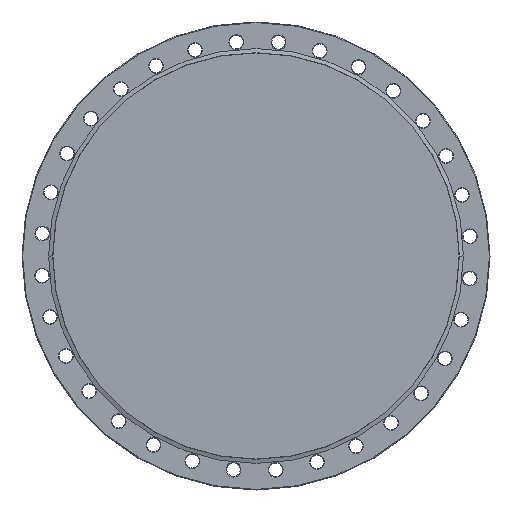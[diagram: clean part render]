
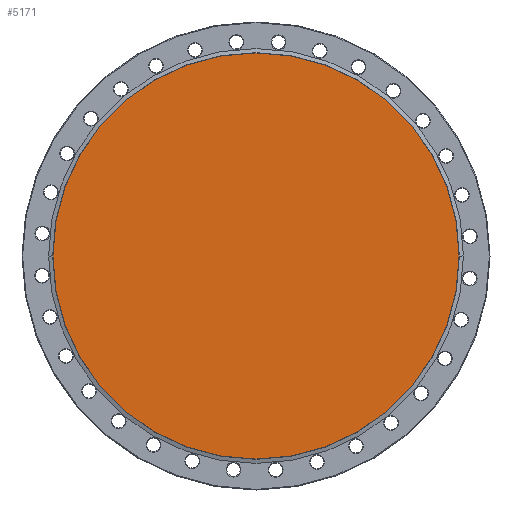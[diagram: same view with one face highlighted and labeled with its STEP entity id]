
A CAD part, front view. The second image highlights one B-rep face of the part: STEP entity #5171.
In plain terms, the highlighted planar face has unit normal (0, -1, 0).
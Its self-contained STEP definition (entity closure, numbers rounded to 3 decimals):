
#56 = FACE_OUTER_BOUND ( 'NONE', #6252, .T. ) ;
#307 = ORIENTED_EDGE ( 'NONE', *, *, #1791, .T. ) ;
#480 = ORIENTED_EDGE ( 'NONE', *, *, #1299, .T. ) ;
#600 = CIRCLE ( 'NONE', #4164, 159.8 ) ;
#1299 = EDGE_CURVE ( 'NONE', #2529, #5751, #3009, .T. ) ;
#1791 = EDGE_CURVE ( 'NONE', #5751, #2529, #600, .T. ) ;
#2529 = VERTEX_POINT ( 'NONE', #5995 ) ;
#2649 = AXIS2_PLACEMENT_3D ( 'NONE', #3441, #3766, #3423 ) ;
#3009 = CIRCLE ( 'NONE', #4653, 159.8 ) ;
#3423 = DIRECTION ( 'NONE',  ( -1., 0., 0. ) ) ;
#3441 = CARTESIAN_POINT ( 'NONE',  ( -159.8, 1.2, 0. ) ) ;
#3554 = PLANE ( 'NONE',  #2649 ) ;
#3766 = DIRECTION ( 'NONE',  ( 0., 1., 0. ) ) ;
#4164 = AXIS2_PLACEMENT_3D ( 'NONE', #6347, #6471, #6446 ) ;
#4653 = AXIS2_PLACEMENT_3D ( 'NONE', #6253, #6263, #6272 ) ;
#4776 = CARTESIAN_POINT ( 'NONE',  ( 159.8, 1.2, 0. ) ) ;
#5171 = ADVANCED_FACE ( 'NONE', ( #56 ), #3554, .F. ) ;
#5751 = VERTEX_POINT ( 'NONE', #4776 ) ;
#5995 = CARTESIAN_POINT ( 'NONE',  ( -159.8, 1.2, 0. ) ) ;
#6252 = EDGE_LOOP ( 'NONE', ( #307, #480 ) ) ;
#6253 = CARTESIAN_POINT ( 'NONE',  ( 0., 1.2, 0. ) ) ;
#6263 = DIRECTION ( 'NONE',  ( 0., -1., 0. ) ) ;
#6272 = DIRECTION ( 'NONE',  ( 1., 0., 0. ) ) ;
#6347 = CARTESIAN_POINT ( 'NONE',  ( 0., 1.2, 0. ) ) ;
#6446 = DIRECTION ( 'NONE',  ( 1., 0., 0. ) ) ;
#6471 = DIRECTION ( 'NONE',  ( 0., -1., 0. ) ) ;
